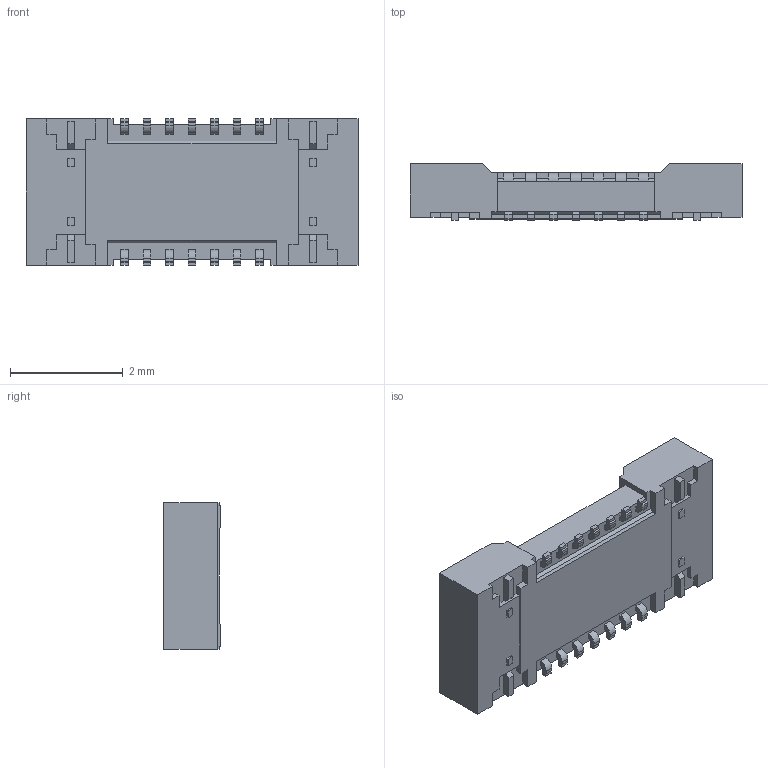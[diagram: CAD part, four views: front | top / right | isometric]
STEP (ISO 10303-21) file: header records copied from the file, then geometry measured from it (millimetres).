
FILE_DESCRIPTION (( 'STEP AP214' ), '1' );
FILE_NAME ('Molex_SlimStack_Receptacle_2x07_Pitch0.4mm_502426-1410.step', '2018-01-25T15:23:20', ( '' ), ( '' ), 'SwSTEP 2.0', 'SolidWorks 2018', '' );
FILE_SCHEMA (( 'AUTOMOTIVE_DESIGN' ));
Length unit declared in the file: millimetre
Products named in the file (1): Molex_SlimStack_Receptacle_2x07_Pitch0.4mm_502426-1410
Bounding box: 5.9 x 1 x 2.6 mm (x, y, z)
Volume: 8.8 mm3; surface area: 66.4 mm2
Topology: 1 solids, 1 shells, 608 faces, 1648 edges, 1064 vertices
Faces by surface type: plane 470, cylinder 134, cone 4
Entity records: 21366 total; most frequent: CARTESIAN_POINT 3408, ORIENTED_EDGE 3296, DIRECTION 3111, EDGE_CURVE 1648, LINE 1357, VECTOR 1357, VERTEX_POINT 1064, AXIS2_PLACEMENT_3D 877
